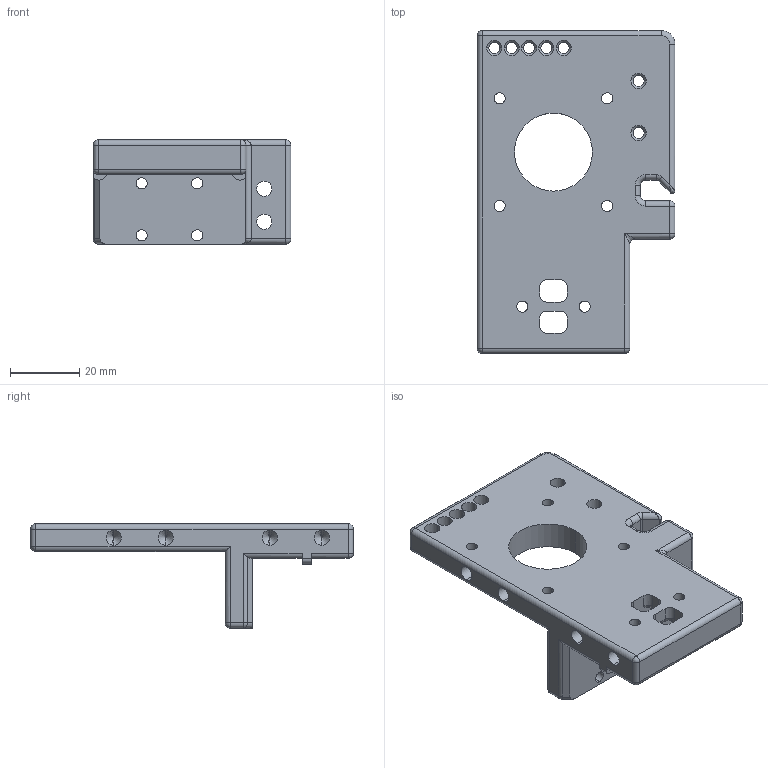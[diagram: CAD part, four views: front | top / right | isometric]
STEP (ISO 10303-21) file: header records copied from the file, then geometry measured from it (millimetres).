
FILE_DESCRIPTION (( 'STEP AP214' ), '1' );
FILE_NAME ('toolHeadCarriage.STEP', '2025-05-20T00:01:42', ( '' ), ( '' ), 'SwSTEP 2.0', 'SolidWorks 2024', '' );
FILE_SCHEMA (( 'AUTOMOTIVE_DESIGN' ));
Length unit declared in the file: millimetre
Products named in the file (1): toolHeadCarriage
Bounding box: 57.1 x 93.1 x 30.1 mm (x, y, z)
Volume: 41602.3 mm3; surface area: 16835.9 mm2
Topology: 1 solids, 1 shells, 305 faces, 798 edges, 466 vertices
Faces by surface type: cylinder 139, plane 85, cone 36, sphere 17, torus 16, bspline 12
Entity records: 12981 total; most frequent: CARTESIAN_POINT 2125, DIRECTION 1628, ORIENTED_EDGE 1536, EDGE_CURVE 768, AXIS2_PLACEMENT_3D 605, VERTEX_POINT 466, LINE 418, VECTOR 418
